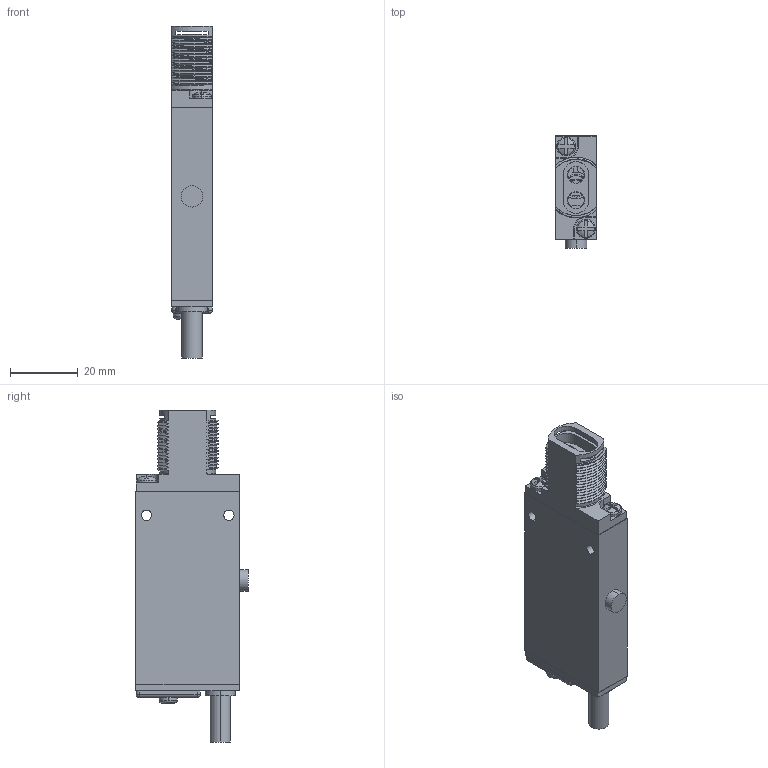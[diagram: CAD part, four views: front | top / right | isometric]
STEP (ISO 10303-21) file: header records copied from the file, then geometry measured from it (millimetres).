
FILE_DESCRIPTION((''),'2;1');
FILE_NAME('155300_SW','2010-12-03T',('banengservice'),('BANNER ENGINEERING'),'PRO/ENGINEER BY PARAMETRIC TECHNOLOGY CORPORATION, 2009141','PRO/ENGINEER BY PARAMETRIC TECHNOLOGY CORPORATION, 2009141','');
FILE_SCHEMA(('CONFIG_CONTROL_DESIGN'));
Length unit declared in the file: inch
Products named in the file (1): 155300_SW
Bounding box: 12.19 x 33.27 x 98.22 mm (x, y, z)
Volume: 10125 mm3; surface area: 16672.2 mm2
Topology: 2 solids, 7 shells, 588 faces, 1568 edges, 1017 vertices
Faces by surface type: plane 244, cylinder 195, bspline 108, torus 23, cone 10, sphere 8
Entity records: 26281 total; most frequent: CARTESIAN_POINT 12232, ORIENTED_EDGE 3136, DIRECTION 2584, EDGE_CURVE 1568, VERTEX_POINT 1017, AXIS2_PLACEMENT_3D 888, VECTOR 808, LINE 808
